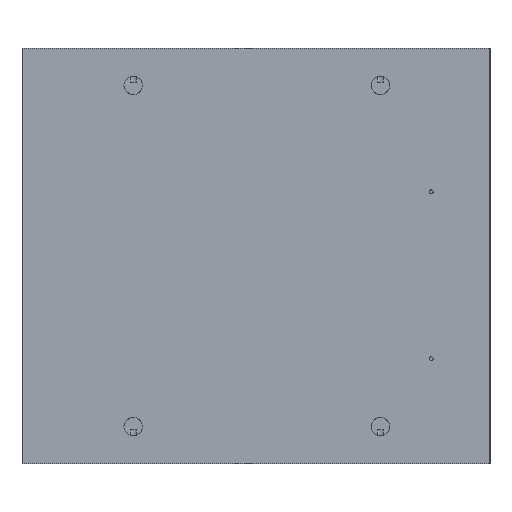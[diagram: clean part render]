
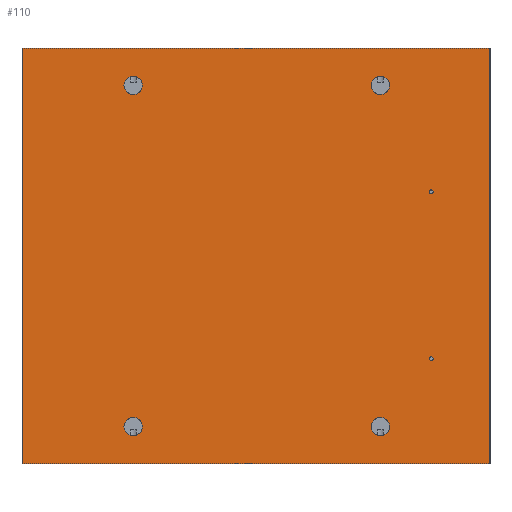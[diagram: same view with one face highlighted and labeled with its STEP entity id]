
A CAD part, left-side view. The second image highlights one B-rep face of the part: STEP entity #110.
In plain terms, the highlighted planar face has unit normal (-1, 0, 0).
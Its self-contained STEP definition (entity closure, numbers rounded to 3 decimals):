
#110=ADVANCED_FACE('',(#256,#257,#258,#259,#260,#261,#262),#263,.T.);
#256=FACE_BOUND('',#431,.T.);
#257=FACE_BOUND('',#432,.T.);
#258=FACE_BOUND('',#433,.T.);
#259=FACE_BOUND('',#434,.T.);
#260=FACE_BOUND('',#435,.T.);
#261=FACE_OUTER_BOUND('',#436,.T.);
#262=FACE_BOUND('',#437,.T.);
#263=PLANE('',#438);
#431=EDGE_LOOP('',(#668));
#432=EDGE_LOOP('',(#669));
#433=EDGE_LOOP('',(#670));
#434=EDGE_LOOP('',(#671));
#435=EDGE_LOOP('',(#672));
#436=EDGE_LOOP('',(#673,#674,#675,#676));
#437=EDGE_LOOP('',(#677));
#438=AXIS2_PLACEMENT_3D('',#678,#679,#680);
#668=ORIENTED_EDGE('',*,*,#905,.T.);
#669=ORIENTED_EDGE('',*,*,#906,.T.);
#670=ORIENTED_EDGE('',*,*,#837,.T.);
#671=ORIENTED_EDGE('',*,*,#907,.T.);
#672=ORIENTED_EDGE('',*,*,#874,.T.);
#673=ORIENTED_EDGE('',*,*,#903,.F.);
#674=ORIENTED_EDGE('',*,*,#892,.F.);
#675=ORIENTED_EDGE('',*,*,#896,.F.);
#676=ORIENTED_EDGE('',*,*,#901,.F.);
#677=ORIENTED_EDGE('',*,*,#908,.T.);
#678=CARTESIAN_POINT('',(280.5,18.5,617.0));
#679=DIRECTION('',(-1.0,0.0,0.0));
#680=DIRECTION('',(0.0,0.0,-1.0));
#837=EDGE_CURVE('',#953,#953,#954,.T.);
#874=EDGE_CURVE('',#1013,#1013,#1014,.T.);
#892=EDGE_CURVE('',#1040,#1042,#1043,.T.);
#896=EDGE_CURVE('',#1046,#1040,#1048,.T.);
#901=EDGE_CURVE('',#1054,#1046,#1056,.T.);
#903=EDGE_CURVE('',#1042,#1054,#1058,.T.);
#905=EDGE_CURVE('',#1060,#1060,#1061,.T.);
#906=EDGE_CURVE('',#1062,#1062,#1063,.T.);
#907=EDGE_CURVE('',#1064,#1064,#1065,.T.);
#908=EDGE_CURVE('',#1066,#1066,#1067,.T.);
#953=VERTEX_POINT('',#1125);
#954=CIRCLE('',#1126,6.0);
#1013=VERTEX_POINT('',#1432);
#1014=CIRCLE('',#1433,6.0);
#1040=VERTEX_POINT('',#1463);
#1042=VERTEX_POINT('',#1466);
#1043=LINE('',#1467,#1468);
#1046=VERTEX_POINT('',#1472);
#1048=LINE('',#1475,#1476);
#1054=VERTEX_POINT('',#1482);
#1056=LINE('',#1485,#1486);
#1058=LINE('',#1488,#1489);
#1060=VERTEX_POINT('',#1491);
#1061=CIRCLE('',#1492,1.25);
#1062=VERTEX_POINT('',#1493);
#1063=CIRCLE('',#1494,6.0);
#1064=VERTEX_POINT('',#1495);
#1065=CIRCLE('',#1496,6.0);
#1066=VERTEX_POINT('',#1497);
#1067=CIRCLE('',#1498,1.25);
#1125=CARTESIAN_POINT('',(280.5,-62.0,733.5));
#1126=AXIS2_PLACEMENT_3D('',#1568,#1569,#1570);
#1432=CARTESIAN_POINT('',(280.5,-62.0,500.5));
#1433=AXIS2_PLACEMENT_3D('',#1615,#1616,#1617);
#1463=CARTESIAN_POINT('',(280.5,-133.0,482.5));
#1466=CARTESIAN_POINT('',(280.5,170.0,482.5));
#1467=CARTESIAN_POINT('',(280.5,18.5,482.5));
#1468=VECTOR('',#1641,1.0);
#1472=CARTESIAN_POINT('',(280.5,-133.0,751.5));
#1475=CARTESIAN_POINT('',(280.5,-133.0,617.0));
#1476=VECTOR('',#1644,1.0);
#1482=CARTESIAN_POINT('',(280.5,170.0,751.5));
#1485=CARTESIAN_POINT('',(280.5,18.5,751.5));
#1486=VECTOR('',#1652,1.0);
#1488=CARTESIAN_POINT('',(280.5,170.0,617.0));
#1489=VECTOR('',#1653,1.0);
#1491=CARTESIAN_POINT('',(280.5,-93.75,658.5));
#1492=AXIS2_PLACEMENT_3D('',#1654,#1655,#1656);
#1493=CARTESIAN_POINT('',(280.5,98.0,733.5));
#1494=AXIS2_PLACEMENT_3D('',#1657,#1658,#1659);
#1495=CARTESIAN_POINT('',(280.5,98.0,500.5));
#1496=AXIS2_PLACEMENT_3D('',#1660,#1661,#1662);
#1497=CARTESIAN_POINT('',(280.5,-93.75,550.5));
#1498=AXIS2_PLACEMENT_3D('',#1663,#1664,#1665);
#1568=CARTESIAN_POINT('',(280.5,-62.0,727.5));
#1569=DIRECTION('',(1.0,0.,0.0));
#1570=DIRECTION('',(0.0,0.0,1.0));
#1615=CARTESIAN_POINT('',(280.5,-62.0,506.5));
#1616=DIRECTION('',(1.0,0.,0.));
#1617=DIRECTION('',(0.,0.,-1.0));
#1641=DIRECTION('',(0.0,1.0,0.0));
#1644=DIRECTION('',(0.0,0.0,-1.0));
#1652=DIRECTION('',(0.0,-1.0,0.0));
#1653=DIRECTION('',(0.0,0.0,1.0));
#1654=CARTESIAN_POINT('',(280.5,-95.0,658.5));
#1655=DIRECTION('',(1.0,0.0,0.0));
#1656=DIRECTION('',(0.0,1.0,0.0));
#1657=CARTESIAN_POINT('',(280.5,98.0,727.5));
#1658=DIRECTION('',(1.0,0.,0.0));
#1659=DIRECTION('',(0.0,0.0,1.0));
#1660=CARTESIAN_POINT('',(280.5,98.0,506.5));
#1661=DIRECTION('',(1.0,0.,0.));
#1662=DIRECTION('',(0.,0.,-1.0));
#1663=CARTESIAN_POINT('',(280.5,-95.0,550.5));
#1664=DIRECTION('',(1.0,0.0,0.0));
#1665=DIRECTION('',(0.0,1.0,0.0));
